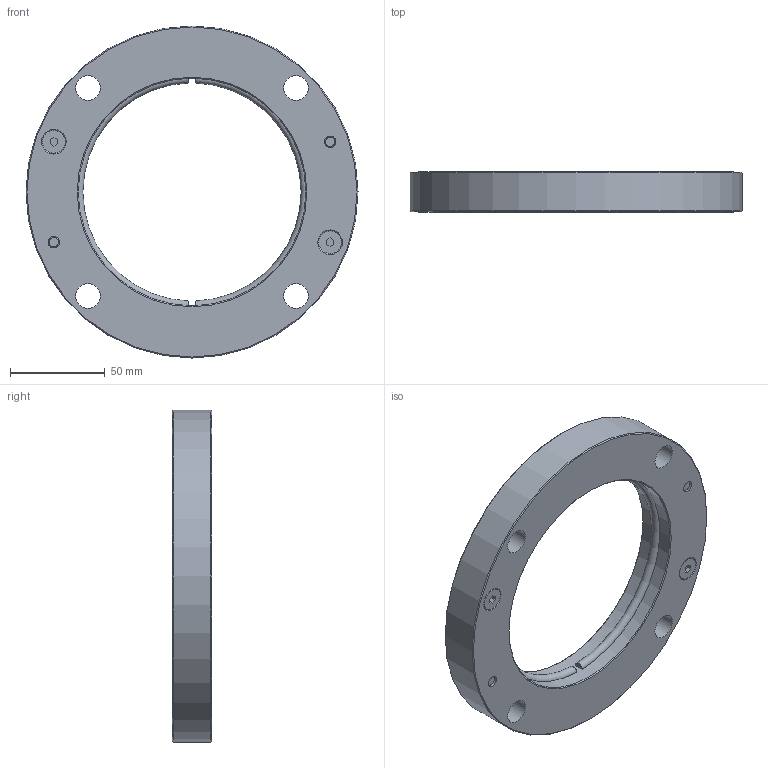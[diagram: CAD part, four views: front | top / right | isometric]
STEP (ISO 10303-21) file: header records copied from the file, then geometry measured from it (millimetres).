
FILE_DESCRIPTION(/* description */ (''),/* implementation_level */ '2;1');
FILE_NAME(/* name */ 'PNB-54-120.stp',/* time_stamp */ '2024-12-30T11:18:34-03:00',/* author */ ('Jefferson'),/* organization */ (''),/* preprocessor_version */ 'ST-DEVELOPER v19',/* originating_system */ 'Autodesk Inventor 2023',/* authorisation */ '');
FILE_SCHEMA (('AUTOMOTIVE_DESIGN { 1 0 10303 214 3 1 1 }'));
Length unit declared in the file: millimetre
Products named in the file (3): PNB-54-120; PNB-54-120_1; DIN 7991 - M6x20
Assembly tree (5 placements, depth 2):
  PNB-54-120
    PNB-54-120_1
    DIN 7991 - M6x20  x4
Bounding box: 175 x 21 x 175 mm (x, y, z)
Volume: 259427.4 mm3; surface area: 51538.6 mm2
Topology: 5 solids, 5 shells, 229 faces, 591 edges, 392 vertices
Faces by surface type: plane 130, bspline 59, cylinder 18, cone 16, torus 6
Full cylindrical faces by diameter (mm): 6 x8, 12 x4, 13 x4, 120 x1, 175 x1
Entity records: 6487 total; most frequent: CARTESIAN_POINT 1854, ORIENTED_EDGE 990, DIRECTION 695, EDGE_CURVE 495, VERTEX_POINT 329, LINE 323, VECTOR 323, EDGE_LOOP 222
